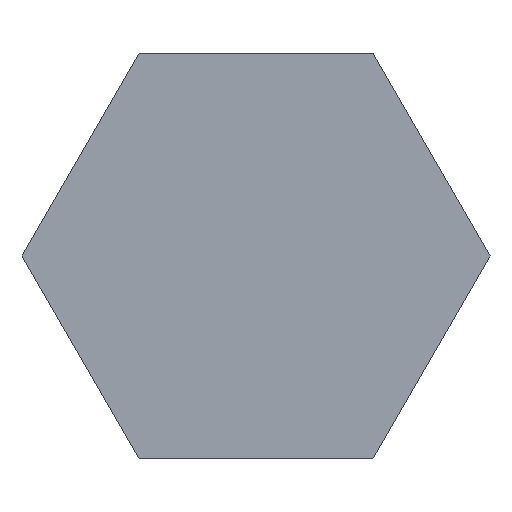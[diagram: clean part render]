
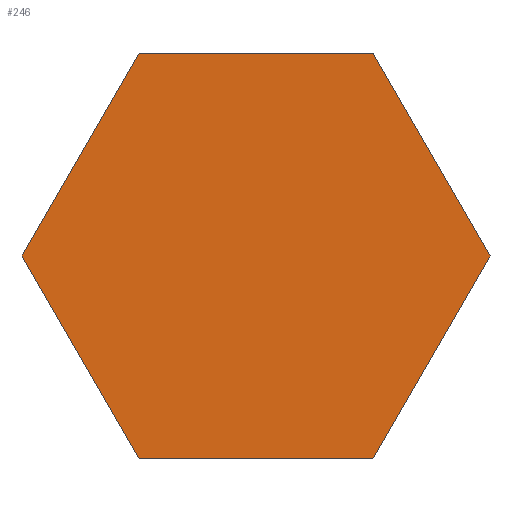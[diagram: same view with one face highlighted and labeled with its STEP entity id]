
A CAD part, front view. The second image highlights one B-rep face of the part: STEP entity #246.
In plain terms, the highlighted planar face has unit normal (0, -1, 0).
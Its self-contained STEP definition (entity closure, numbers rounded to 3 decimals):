
#16 = CARTESIAN_POINT ( 'NONE',  ( -2.887, 0., -5. ) ) ;
#28 = AXIS2_PLACEMENT_3D ( 'NONE', #374, #416, #157 ) ;
#31 = VECTOR ( 'NONE', #208, 1000. ) ;
#36 = CARTESIAN_POINT ( 'NONE',  ( -2.887, 0., -5. ) ) ;
#39 = EDGE_LOOP ( 'NONE', ( #543, #535, #420, #355, #86, #181 ) ) ;
#61 = CARTESIAN_POINT ( 'NONE',  ( 2.887, 0., 5. ) ) ;
#62 = LINE ( 'NONE', #348, #500 ) ;
#69 = VERTEX_POINT ( 'NONE', #340 ) ;
#74 = DIRECTION ( 'NONE',  ( -0.5, 0., 0.866 ) ) ;
#79 = DIRECTION ( 'NONE',  ( -0.5, 0., -0.866 ) ) ;
#86 = ORIENTED_EDGE ( 'NONE', *, *, #105, .F. ) ;
#100 = CARTESIAN_POINT ( 'NONE',  ( 2.887, 0., -5. ) ) ;
#105 = EDGE_CURVE ( 'NONE', #226, #403, #301, .T. ) ;
#134 = LINE ( 'NONE', #242, #461 ) ;
#141 = LINE ( 'NONE', #508, #31 ) ;
#144 = DIRECTION ( 'NONE',  ( -1., 0., 0. ) ) ;
#157 = DIRECTION ( 'NONE',  ( 0., 0., 1. ) ) ;
#177 = VERTEX_POINT ( 'NONE', #407 ) ;
#181 = ORIENTED_EDGE ( 'NONE', *, *, #453, .F. ) ;
#187 = DIRECTION ( 'NONE',  ( 0.5, 0., -0.866 ) ) ;
#191 = VECTOR ( 'NONE', #144, 1000. ) ;
#208 = DIRECTION ( 'NONE',  ( 1., 0., 0. ) ) ;
#211 = EDGE_CURVE ( 'NONE', #471, #177, #141, .T. ) ;
#226 = VERTEX_POINT ( 'NONE', #251 ) ;
#227 = FACE_OUTER_BOUND ( 'NONE', #39, .T. ) ;
#228 = VECTOR ( 'NONE', #187, 1000. ) ;
#242 = CARTESIAN_POINT ( 'NONE',  ( 5.774, 0., 0. ) ) ;
#243 = EDGE_CURVE ( 'NONE', #403, #69, #344, .T. ) ;
#246 = ADVANCED_FACE ( 'NONE', ( #227 ), #326, .F. ) ;
#251 = CARTESIAN_POINT ( 'NONE',  ( 2.887, 0., -5. ) ) ;
#256 = DIRECTION ( 'NONE',  ( 0.5, 0., 0.866 ) ) ;
#301 = LINE ( 'NONE', #100, #191 ) ;
#326 = PLANE ( 'NONE',  #28 ) ;
#328 = CARTESIAN_POINT ( 'NONE',  ( 5.774, 0., 0. ) ) ;
#340 = CARTESIAN_POINT ( 'NONE',  ( -5.774, 0., 0. ) ) ;
#344 = LINE ( 'NONE', #36, #459 ) ;
#348 = CARTESIAN_POINT ( 'NONE',  ( -5.774, 0., 0. ) ) ;
#355 = ORIENTED_EDGE ( 'NONE', *, *, #243, .F. ) ;
#361 = CARTESIAN_POINT ( 'NONE',  ( -2.887, 0., 5. ) ) ;
#363 = EDGE_CURVE ( 'NONE', #69, #471, #62, .T. ) ;
#374 = CARTESIAN_POINT ( 'NONE',  ( 0., 0., 0. ) ) ;
#403 = VERTEX_POINT ( 'NONE', #16 ) ;
#407 = CARTESIAN_POINT ( 'NONE',  ( 2.887, 0., 5. ) ) ;
#416 = DIRECTION ( 'NONE',  ( 0., 1., 0. ) ) ;
#420 = ORIENTED_EDGE ( 'NONE', *, *, #363, .F. ) ;
#445 = VERTEX_POINT ( 'NONE', #328 ) ;
#453 = EDGE_CURVE ( 'NONE', #445, #226, #134, .T. ) ;
#459 = VECTOR ( 'NONE', #74, 1000. ) ;
#461 = VECTOR ( 'NONE', #79, 1000. ) ;
#471 = VERTEX_POINT ( 'NONE', #361 ) ;
#476 = LINE ( 'NONE', #61, #228 ) ;
#478 = EDGE_CURVE ( 'NONE', #177, #445, #476, .T. ) ;
#500 = VECTOR ( 'NONE', #256, 1000. ) ;
#508 = CARTESIAN_POINT ( 'NONE',  ( -2.887, 0., 5. ) ) ;
#535 = ORIENTED_EDGE ( 'NONE', *, *, #211, .F. ) ;
#543 = ORIENTED_EDGE ( 'NONE', *, *, #478, .F. ) ;
